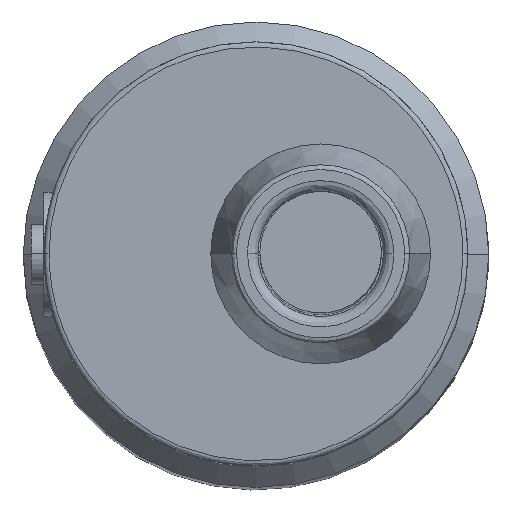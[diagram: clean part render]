
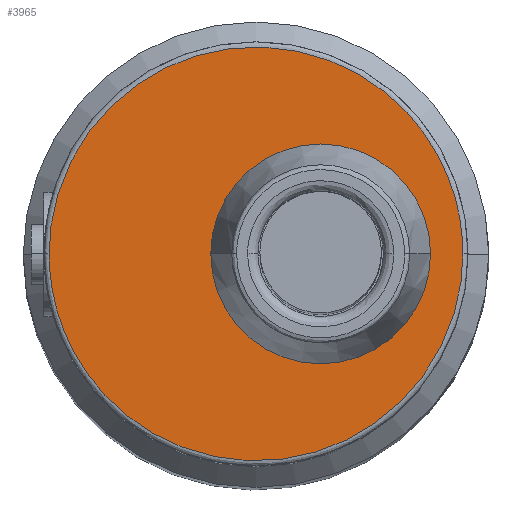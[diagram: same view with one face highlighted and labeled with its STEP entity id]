
A CAD part, top view. The second image highlights one B-rep face of the part: STEP entity #3965.
In plain terms, the highlighted planar face has unit normal (0, 0, 1).
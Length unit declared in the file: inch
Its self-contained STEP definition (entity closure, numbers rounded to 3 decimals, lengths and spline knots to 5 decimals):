
#64 = VERTEX_POINT ( 'NONE', #3865 ) ;
#197 = ORIENTED_EDGE ( 'NONE', *, *, #2240, .F. ) ;
#281 = EDGE_CURVE ( 'NONE', #3304, #64, #2246, .T. ) ;
#447 = CARTESIAN_POINT ( 'NONE',  ( 0.31839, 0., 3.01575 ) ) ;
#545 = CARTESIAN_POINT ( 'NONE',  ( -0.06547, 0., 3.01575 ) ) ;
#628 = DIRECTION ( 'NONE',  ( -1., 0., 0. ) ) ;
#632 = ORIENTED_EDGE ( 'NONE', *, *, #3778, .F. ) ;
#657 =( BOUNDED_CURVE ( )  B_SPLINE_CURVE ( 3, ( #1065, #2901, #3850, #447 ),
 .UNSPECIFIED., .F., .T. ) 
 B_SPLINE_CURVE_WITH_KNOTS ( ( 4, 4 ),
 ( 0.5, 1. ),
 .UNSPECIFIED. ) 
 CURVE ( )  GEOMETRIC_REPRESENTATION_ITEM ( )  RATIONAL_B_SPLINE_CURVE ( ( 1., 0.333, 0.333, 1. ) ) 
 REPRESENTATION_ITEM ( '' )  );
#672 = FACE_OUTER_BOUND ( 'NONE', #3810, .T. ) ;
#797 = VERTEX_POINT ( 'NONE', #1421 ) ;
#942 = CARTESIAN_POINT ( 'NONE',  ( 0.10186, 0., 3.01575 ) ) ;
#967 = DIRECTION ( 'NONE',  ( 0., 0., 1. ) ) ;
#995 = PLANE ( 'NONE',  #2920 ) ;
#1065 = CARTESIAN_POINT ( 'NONE',  ( -0.31153, 0., 3.01575 ) ) ;
#1304 = DIRECTION ( 'NONE',  ( 1., 0., 0. ) ) ;
#1416 = FACE_BOUND ( 'NONE', #2794, .T. ) ;
#1421 = CARTESIAN_POINT ( 'NONE',  ( 0.31839, 0., 3.01575 ) ) ;
#1748 = CARTESIAN_POINT ( 'NONE',  ( -0.31153, 0., 3.01575 ) ) ;
#2068 = AXIS2_PLACEMENT_3D ( 'NONE', #942, #2798, #628 ) ;
#2095 = CARTESIAN_POINT ( 'NONE',  ( 0.31839, 0., 3.01575 ) ) ;
#2204 = ORIENTED_EDGE ( 'NONE', *, *, #281, .T. ) ;
#2240 = EDGE_CURVE ( 'NONE', #3743, #797, #657, .T. ) ;
#2246 = CIRCLE ( 'NONE', #2068, 0.16732 ) ;
#2493 = CARTESIAN_POINT ( 'NONE',  ( 0.10186, 0., 3.01575 ) ) ;
#2794 = EDGE_LOOP ( 'NONE', ( #2204, #3832 ) ) ;
#2798 = DIRECTION ( 'NONE',  ( 0., 0., -1. ) ) ;
#2838 = EDGE_CURVE ( 'NONE', #64, #3304, #3847, .T. ) ;
#2901 = CARTESIAN_POINT ( 'NONE',  ( -0.31153, 0.62992, 3.01575 ) ) ;
#2920 = AXIS2_PLACEMENT_3D ( 'NONE', #3767, #967, #1304 ) ;
#2976 = CARTESIAN_POINT ( 'NONE',  ( 0.31839, -0.62992, 3.01575 ) ) ;
#3051 = AXIS2_PLACEMENT_3D ( 'NONE', #2493, #4018, #3396 ) ;
#3304 = VERTEX_POINT ( 'NONE', #545 ) ;
#3396 = DIRECTION ( 'NONE',  ( -1., 0., 0. ) ) ;
#3488 =( BOUNDED_CURVE ( )  B_SPLINE_CURVE ( 3, ( #2095, #2976, #3949, #3963 ),
 .UNSPECIFIED., .F., .T. ) 
 B_SPLINE_CURVE_WITH_KNOTS ( ( 4, 4 ),
 ( 0., 0.5 ),
 .UNSPECIFIED. ) 
 CURVE ( )  GEOMETRIC_REPRESENTATION_ITEM ( )  RATIONAL_B_SPLINE_CURVE ( ( 1., 0.333, 0.333, 1. ) ) 
 REPRESENTATION_ITEM ( '' )  );
#3743 = VERTEX_POINT ( 'NONE', #1748 ) ;
#3767 = CARTESIAN_POINT ( 'NONE',  ( -0.3194, 0., 3.01575 ) ) ;
#3778 = EDGE_CURVE ( 'NONE', #797, #3743, #3488, .T. ) ;
#3810 = EDGE_LOOP ( 'NONE', ( #632, #197 ) ) ;
#3832 = ORIENTED_EDGE ( 'NONE', *, *, #2838, .T. ) ;
#3847 = CIRCLE ( 'NONE', #3051, 0.16732 ) ;
#3850 = CARTESIAN_POINT ( 'NONE',  ( 0.31839, 0.62992, 3.01575 ) ) ;
#3865 = CARTESIAN_POINT ( 'NONE',  ( 0.26918, 0., 3.01575 ) ) ;
#3949 = CARTESIAN_POINT ( 'NONE',  ( -0.31153, -0.62992, 3.01575 ) ) ;
#3963 = CARTESIAN_POINT ( 'NONE',  ( -0.31153, 0., 3.01575 ) ) ;
#3965 = ADVANCED_FACE ( 'NONE', ( #672, #1416 ), #995, .T. ) ;
#4018 = DIRECTION ( 'NONE',  ( 0., 0., -1. ) ) ;
